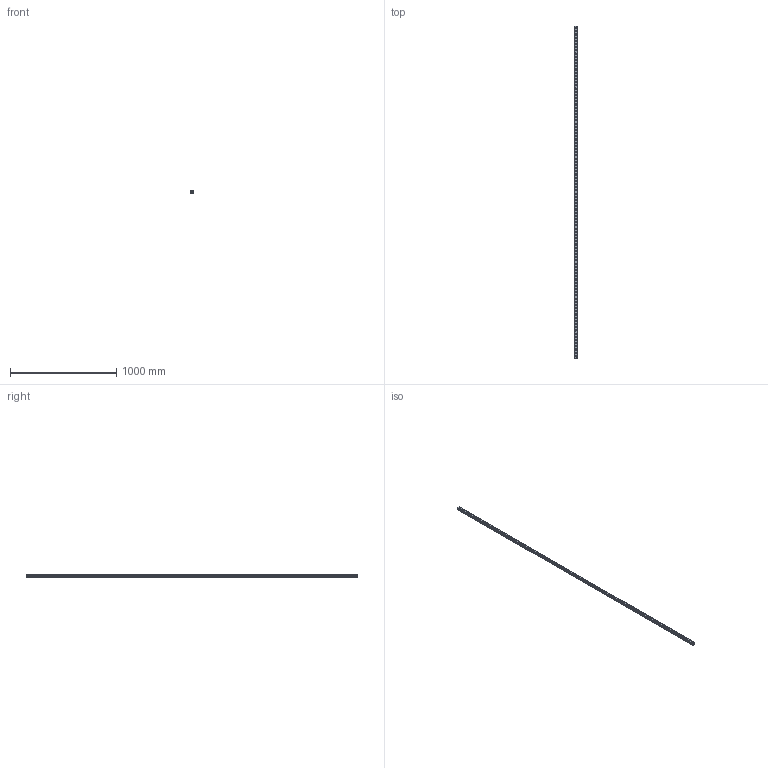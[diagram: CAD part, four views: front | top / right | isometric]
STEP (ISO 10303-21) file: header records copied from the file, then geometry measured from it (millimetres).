
FILE_DESCRIPTION(('STEP AP214'),'1');
FILE_NAME('cctmp_FF1F0661-B276-44DF-81E8-3788AE401D7D_2021_03_11_10_24_02_0159..stp','2021-03-11T09:24:02',('HIWIN GmbH'),('CADClick - www.CADClick.com'),'Spatial InterOp 3D',' ','unknown authorization');
FILE_SCHEMA(('AUTOMOTIVE_DESIGN'));
Length unit declared in the file: millimetre
Products named in the file (1): RGR25R3130H_FILE
Bounding box: 23 x 3130 x 23.6 mm (x, y, z)
Volume: 1255630.7 mm3; surface area: 388129.6 mm2
Topology: 1 solids, 1 shells, 1053 faces, 2205 edges, 1470 vertices
Faces by surface type: cylinder 642, plane 411
Entity records: 37171 total; most frequent: DIRECTION 5597, CARTESIAN_POINT 4729, ORIENTED_EDGE 4410, AXIS2_PLACEMENT_3D 2338, EDGE_CURVE 2205, VERTEX_POINT 1470, EDGE_LOOP 1369, CIRCLE 1284
